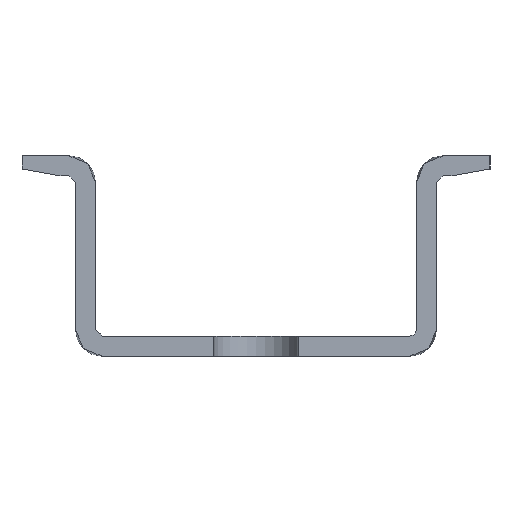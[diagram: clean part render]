
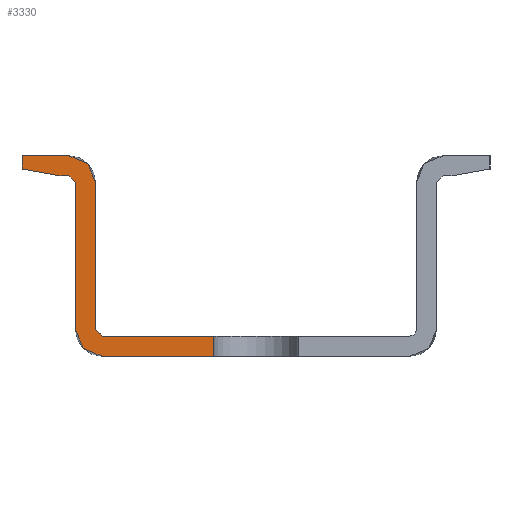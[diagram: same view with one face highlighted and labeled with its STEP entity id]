
A CAD part, left-side view. The second image highlights one B-rep face of the part: STEP entity #3330.
In plain terms, the highlighted planar face has unit normal (-1, 0, 0).
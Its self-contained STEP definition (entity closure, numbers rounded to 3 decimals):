
#3222=AXIS2_PLACEMENT_3D('Plane Axis2P3D',#3219,#3220,#3221) ;
#109=CARTESIAN_POINT('Vertex',(0.,29.,1.5)) ;
#112=CARTESIAN_POINT('Line Origine',(0.,24.825,1.5)) ;
#116=CARTESIAN_POINT('Vertex',(0.,20.65,1.5)) ;
#3219=CARTESIAN_POINT('Axis2P3D Location',(0.,17.5,0.)) ;
#3224=CARTESIAN_POINT('Line Origine',(0.,20.65,7.5)) ;
#3228=CARTESIAN_POINT('Vertex',(0.,20.65,0.)) ;
#3232=CARTESIAN_POINT('Control Point',(0.,29.,1.5)) ;
#3233=CARTESIAN_POINT('Control Point',(0.,29.196,1.5)) ;
#3234=CARTESIAN_POINT('Control Point',(0.,29.395,1.605)) ;
#3235=CARTESIAN_POINT('Control Point',(0.,29.5,1.804)) ;
#3236=CARTESIAN_POINT('Control Point',(0.,29.5,2.)) ;
#3237=CARTESIAN_POINT('Vertex',(0.,29.5,2.)) ;
#3240=CARTESIAN_POINT('Line Origine',(0.,29.5,7.5)) ;
#3244=CARTESIAN_POINT('Vertex',(0.,29.5,13.)) ;
#3248=CARTESIAN_POINT('Control Point',(0.,31.5,15.)) ;
#3249=CARTESIAN_POINT('Control Point',(0.,30.872,15.)) ;
#3250=CARTESIAN_POINT('Control Point',(0.,30.243,14.754)) ;
#3251=CARTESIAN_POINT('Control Point',(0.,29.746,14.257)) ;
#3252=CARTESIAN_POINT('Control Point',(0.,29.5,13.628)) ;
#3253=CARTESIAN_POINT('Control Point',(0.,29.5,13.)) ;
#3254=CARTESIAN_POINT('Vertex',(0.,31.5,15.)) ;
#3257=CARTESIAN_POINT('Line Origine',(0.,17.5,15.)) ;
#3261=CARTESIAN_POINT('Vertex',(0.,35.,15.)) ;
#3264=CARTESIAN_POINT('Line Origine',(0.,35.,7.5)) ;
#3268=CARTESIAN_POINT('Vertex',(0.,35.,14.)) ;
#3272=CARTESIAN_POINT('Control Point',(0.,35.,14.)) ;
#3273=CARTESIAN_POINT('Control Point',(0.,32.164,13.5)) ;
#3274=CARTESIAN_POINT('Vertex',(0.,32.164,13.5)) ;
#3277=CARTESIAN_POINT('Line Origine',(0.,17.5,13.5)) ;
#3281=CARTESIAN_POINT('Vertex',(0.,31.5,13.5)) ;
#3285=CARTESIAN_POINT('Control Point',(0.,31.5,13.5)) ;
#3286=CARTESIAN_POINT('Control Point',(0.,31.304,13.5)) ;
#3287=CARTESIAN_POINT('Control Point',(0.,31.105,13.395)) ;
#3288=CARTESIAN_POINT('Control Point',(0.,31.,13.196)) ;
#3289=CARTESIAN_POINT('Control Point',(0.,31.,13.)) ;
#3290=CARTESIAN_POINT('Vertex',(0.,31.,13.)) ;
#3293=CARTESIAN_POINT('Line Origine',(0.,31.,7.5)) ;
#3297=CARTESIAN_POINT('Vertex',(0.,31.,2.)) ;
#3301=CARTESIAN_POINT('Control Point',(0.,29.,0.)) ;
#3302=CARTESIAN_POINT('Control Point',(0.,29.628,0.)) ;
#3303=CARTESIAN_POINT('Control Point',(0.,30.257,0.246)) ;
#3304=CARTESIAN_POINT('Control Point',(0.,30.754,0.743)) ;
#3305=CARTESIAN_POINT('Control Point',(0.,31.,1.372)) ;
#3306=CARTESIAN_POINT('Control Point',(0.,31.,2.)) ;
#3307=CARTESIAN_POINT('Vertex',(0.,29.,0.)) ;
#3310=CARTESIAN_POINT('Line Origine',(0.,17.5,0.)) ;
#113=DIRECTION('Vector Direction',(0.,-1.,0.)) ;
#3220=DIRECTION('Axis2P3D Direction',(1.,0.,0.)) ;
#3221=DIRECTION('Axis2P3D XDirection',(0.,1.,0.)) ;
#3225=DIRECTION('Vector Direction',(0.,0.,1.)) ;
#3241=DIRECTION('Vector Direction',(0.,0.,1.)) ;
#3258=DIRECTION('Vector Direction',(0.,1.,0.)) ;
#3265=DIRECTION('Vector Direction',(0.,0.,1.)) ;
#3278=DIRECTION('Vector Direction',(0.,1.,0.)) ;
#3294=DIRECTION('Vector Direction',(0.,0.,1.)) ;
#3311=DIRECTION('Vector Direction',(0.,1.,0.)) ;
#114=VECTOR('Line Direction',#113,1.) ;
#3226=VECTOR('Line Direction',#3225,1.) ;
#3242=VECTOR('Line Direction',#3241,1.) ;
#3259=VECTOR('Line Direction',#3258,1.) ;
#3266=VECTOR('Line Direction',#3265,1.) ;
#3279=VECTOR('Line Direction',#3278,1.) ;
#3295=VECTOR('Line Direction',#3294,1.) ;
#3312=VECTOR('Line Direction',#3311,1.) ;
#3316=ORIENTED_EDGE('',*,*,#3230,.F.) ;
#3317=ORIENTED_EDGE('',*,*,#118,.F.) ;
#3318=ORIENTED_EDGE('',*,*,#3239,.T.) ;
#3319=ORIENTED_EDGE('',*,*,#3246,.T.) ;
#3320=ORIENTED_EDGE('',*,*,#3256,.F.) ;
#3321=ORIENTED_EDGE('',*,*,#3263,.F.) ;
#3322=ORIENTED_EDGE('',*,*,#3270,.T.) ;
#3323=ORIENTED_EDGE('',*,*,#3276,.T.) ;
#3324=ORIENTED_EDGE('',*,*,#3283,.T.) ;
#3325=ORIENTED_EDGE('',*,*,#3292,.T.) ;
#3326=ORIENTED_EDGE('',*,*,#3299,.T.) ;
#3327=ORIENTED_EDGE('',*,*,#3309,.F.) ;
#3328=ORIENTED_EDGE('',*,*,#3314,.T.) ;
#3330=ADVANCED_FACE('K\X2\00F6\X0\rper.3',(#3329),#3223,.F.) ;
#3231=B_SPLINE_CURVE_WITH_KNOTS('',4,(#3232,#3233,#3234,#3235,#3236),.UNSPECIFIED.,.F.,.U.,(5,5),(2.356,3.142),.UNSPECIFIED.) ;
#3247=B_SPLINE_CURVE_WITH_KNOTS('',5,(#3248,#3249,#3250,#3251,#3252,#3253),.UNSPECIFIED.,.F.,.U.,(6,6),(3.142,6.283),.UNSPECIFIED.) ;
#3271=B_SPLINE_CURVE_WITH_KNOTS('',1,(#3272,#3273),.UNSPECIFIED.,.F.,.U.,(2,2),(-1.44,1.44),.UNSPECIFIED.) ;
#3284=B_SPLINE_CURVE_WITH_KNOTS('',4,(#3285,#3286,#3287,#3288,#3289),.UNSPECIFIED.,.F.,.U.,(5,5),(0.785,1.571),.UNSPECIFIED.) ;
#3300=B_SPLINE_CURVE_WITH_KNOTS('',5,(#3301,#3302,#3303,#3304,#3305,#3306),.UNSPECIFIED.,.F.,.U.,(6,6),(9.425,12.566),.UNSPECIFIED.) ;
#118=EDGE_CURVE('',#110,#117,#115,.T.) ;
#3230=EDGE_CURVE('',#117,#3229,#3227,.F.) ;
#3239=EDGE_CURVE('',#110,#3238,#3231,.T.) ;
#3246=EDGE_CURVE('',#3238,#3245,#3243,.T.) ;
#3256=EDGE_CURVE('',#3255,#3245,#3247,.T.) ;
#3263=EDGE_CURVE('',#3262,#3255,#3260,.F.) ;
#3270=EDGE_CURVE('',#3262,#3269,#3267,.F.) ;
#3276=EDGE_CURVE('',#3269,#3275,#3271,.T.) ;
#3283=EDGE_CURVE('',#3275,#3282,#3280,.F.) ;
#3292=EDGE_CURVE('',#3282,#3291,#3284,.T.) ;
#3299=EDGE_CURVE('',#3291,#3298,#3296,.F.) ;
#3309=EDGE_CURVE('',#3308,#3298,#3300,.T.) ;
#3314=EDGE_CURVE('',#3308,#3229,#3313,.F.) ;
#3315=EDGE_LOOP('',(#3316,#3317,#3318,#3319,#3320,#3321,#3322,#3323,#3324,#3325,#3326,#3327,#3328)) ;
#3329=FACE_OUTER_BOUND('',#3315,.T.) ;
#115=LINE('Line',#112,#114) ;
#3227=LINE('Line',#3224,#3226) ;
#3243=LINE('Line',#3240,#3242) ;
#3260=LINE('Line',#3257,#3259) ;
#3267=LINE('Line',#3264,#3266) ;
#3280=LINE('Line',#3277,#3279) ;
#3296=LINE('Line',#3293,#3295) ;
#3313=LINE('Line',#3310,#3312) ;
#3223=PLANE('',#3222) ;
#110=VERTEX_POINT('',#109) ;
#117=VERTEX_POINT('',#116) ;
#3229=VERTEX_POINT('',#3228) ;
#3238=VERTEX_POINT('',#3237) ;
#3245=VERTEX_POINT('',#3244) ;
#3255=VERTEX_POINT('',#3254) ;
#3262=VERTEX_POINT('',#3261) ;
#3269=VERTEX_POINT('',#3268) ;
#3275=VERTEX_POINT('',#3274) ;
#3282=VERTEX_POINT('',#3281) ;
#3291=VERTEX_POINT('',#3290) ;
#3298=VERTEX_POINT('',#3297) ;
#3308=VERTEX_POINT('',#3307) ;
